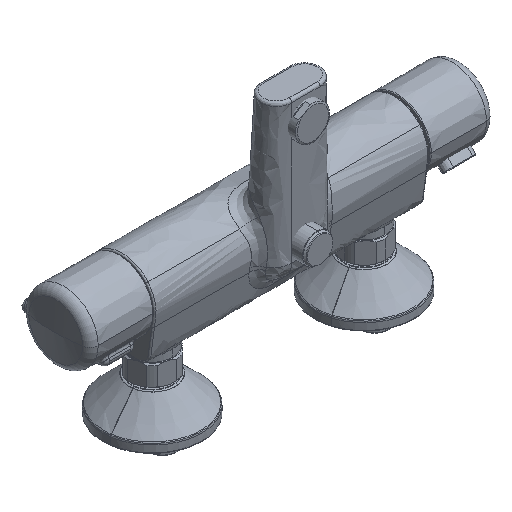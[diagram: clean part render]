
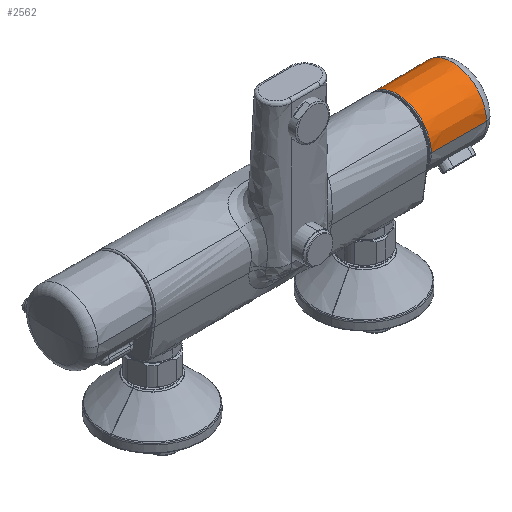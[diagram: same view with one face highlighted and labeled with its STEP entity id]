
A CAD part, isometric view. The second image highlights one B-rep face of the part: STEP entity #2562.
In plain terms, the highlighted conical face has half-angle 0.25 degrees and reference radius 24.194 mm.
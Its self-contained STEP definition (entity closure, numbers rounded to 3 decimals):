
#13 = AXIS2_PLACEMENT_3D ( 'NONE', #3992, #14343, #5480 ) ;
#299 = DIRECTION ( 'NONE',  ( 1., 0., 0. ) ) ;
#334 = VECTOR ( 'NONE', #8633, 1000. ) ;
#348 = EDGE_CURVE ( 'NONE', #4971, #7072, #8205, .T. ) ;
#360 = VECTOR ( 'NONE', #14754, 1000. ) ;
#515 = CARTESIAN_POINT ( 'NONE',  ( 117.791, 24.008, 60.46 ) ) ;
#1268 = CARTESIAN_POINT ( 'NONE',  ( 142.652, 24.194, 58.5 ) ) ;
#1325 = ORIENTED_EDGE ( 'NONE', *, *, #16921, .T. ) ;
#1921 = CARTESIAN_POINT ( 'NONE',  ( 121.759, 23.443, 64.102 ) ) ;
#1982 = CARTESIAN_POINT ( 'NONE',  ( 117.495, 24.074, 59.295 ) ) ;
#2510 = CARTESIAN_POINT ( 'NONE',  ( 132.951, 23.428, 64.369 ) ) ;
#2562 = ADVANCED_FACE ( 'NONE', ( #3222 ), #18031, .T. ) ;
#3213 = VERTEX_POINT ( 'NONE', #7837 ) ;
#3222 = FACE_OUTER_BOUND ( 'NONE', #12436, .T. ) ;
#3276 = DIRECTION ( 'NONE',  ( 0., 1., 0. ) ) ;
#3422 = CARTESIAN_POINT ( 'NONE',  ( 120.653, 23.542, 63.651 ) ) ;
#3483 = CARTESIAN_POINT ( 'NONE',  ( 117.452, 24.084, 58.5 ) ) ;
#3850 = CARTESIAN_POINT ( 'NONE',  ( 123.736, 23.383, 64.382 ) ) ;
#3992 = CARTESIAN_POINT ( 'NONE',  ( 137.558, 0., 58.5 ) ) ;
#4251 = LINE ( 'NONE', #1268, #334 ) ;
#4837 = VERTEX_POINT ( 'NONE', #15506 ) ;
#4903 = CARTESIAN_POINT ( 'NONE',  ( 119.974, 23.626, 63.23 ) ) ;
#4971 = VERTEX_POINT ( 'NONE', #16463 ) ;
#5068 = CARTESIAN_POINT ( 'NONE',  ( 137.558, 23.45, 64.362 ) ) ;
#5480 = DIRECTION ( 'NONE',  ( 0., -1., 0. ) ) ;
#5513 = VERTEX_POINT ( 'NONE', #5068 ) ;
#6177 = DIRECTION ( 'NONE',  ( 1., 0., 0. ) ) ;
#6390 = CARTESIAN_POINT ( 'NONE',  ( 119.5, 23.694, 62.866 ) ) ;
#6577 = EDGE_CURVE ( 'NONE', #4837, #8778, #4251, .T. ) ;
#6662 = EDGE_CURVE ( 'NONE', #4837, #4971, #7735, .T. ) ;
#7072 = VERTEX_POINT ( 'NONE', #9016 ) ;
#7094 = ORIENTED_EDGE ( 'NONE', *, *, #348, .T. ) ;
#7130 = ORIENTED_EDGE ( 'NONE', *, *, #9476, .T. ) ;
#7178 = CARTESIAN_POINT ( 'NONE',  ( 137.558, 23.45, 64.362 ) ) ;
#7735 = CIRCLE ( 'NONE', #18592, 24.002 ) ;
#7837 = CARTESIAN_POINT ( 'NONE',  ( 123.736, 23.383, 64.382 ) ) ;
#7886 = CARTESIAN_POINT ( 'NONE',  ( 118.793, 23.81, 62.172 ) ) ;
#8205 = LINE ( 'NONE', #14313, #360 ) ;
#8633 = DIRECTION ( 'NONE',  ( 1., 0.004, 0. ) ) ;
#8778 = VERTEX_POINT ( 'NONE', #17135 ) ;
#9016 = CARTESIAN_POINT ( 'NONE',  ( 137.558, -24.172, 58.5 ) ) ;
#9145 = CARTESIAN_POINT ( 'NONE',  ( 98.721, 0., 58.5 ) ) ;
#9349 = CARTESIAN_POINT ( 'NONE',  ( 118.119, 23.94, 61.184 ) ) ;
#9476 = EDGE_CURVE ( 'NONE', #5513, #3213, #18134, .T. ) ;
#9577 = ORIENTED_EDGE ( 'NONE', *, *, #6577, .F. ) ;
#10131 = CARTESIAN_POINT ( 'NONE',  ( 123.736, 23.383, 64.382 ) ) ;
#10434 = ORIENTED_EDGE ( 'NONE', *, *, #6662, .T. ) ;
#10640 = DIRECTION ( 'NONE',  ( 0., -1., 0. ) ) ;
#10844 = CARTESIAN_POINT ( 'NONE',  ( 117.663, 24.036, 60.075 ) ) ;
#10997 = B_SPLINE_CURVE_WITH_KNOTS ( 'NONE', 3,
 ( #3850, #12705, #18143, #13669, #1921, #12273, #3422, #13748, #4903, #15242, #6390, #16718, #7886, #18239, #9349, #515, #10844, #1982, #12333, #3483 ),
 .UNSPECIFIED., .F., .F.,
 ( 4, 2, 2, 2, 2, 2, 2, 2, 2, 4 ),
 ( 0., 0.001, 0.002, 0.004, 0.004, 0.005, 0.006, 0.007, 0.008, 0.01 ),
 .UNSPECIFIED. ) ;
#12124 = CARTESIAN_POINT ( 'NONE',  ( 142.652, 0., 58.5 ) ) ;
#12273 = CARTESIAN_POINT ( 'NONE',  ( 121.011, 23.505, 63.823 ) ) ;
#12333 = CARTESIAN_POINT ( 'NONE',  ( 117.452, 24.084, 58.9 ) ) ;
#12436 = EDGE_LOOP ( 'NONE', ( #10434, #7094, #1325, #7130, #16158, #9577 ) ) ;
#12705 = CARTESIAN_POINT ( 'NONE',  ( 123.333, 23.381, 64.383 ) ) ;
#13669 = CARTESIAN_POINT ( 'NONE',  ( 122.15, 23.419, 64.208 ) ) ;
#13748 = CARTESIAN_POINT ( 'NONE',  ( 120.141, 23.604, 63.342 ) ) ;
#14313 = CARTESIAN_POINT ( 'NONE',  ( 142.652, -24.194, 58.5 ) ) ;
#14343 = DIRECTION ( 'NONE',  ( -1., 0., 0. ) ) ;
#14754 = DIRECTION ( 'NONE',  ( 1., -0.004, 0. ) ) ;
#15242 = CARTESIAN_POINT ( 'NONE',  ( 119.654, 23.671, 62.992 ) ) ;
#15506 = CARTESIAN_POINT ( 'NONE',  ( 98.721, 24.002, 58.5 ) ) ;
#16158 = ORIENTED_EDGE ( 'NONE', *, *, #18819, .T. ) ;
#16463 = CARTESIAN_POINT ( 'NONE',  ( 98.721, -24.002, 58.5 ) ) ;
#16718 = CARTESIAN_POINT ( 'NONE',  ( 119.06, 23.764, 62.467 ) ) ;
#16921 = EDGE_CURVE ( 'NONE', #7072, #5513, #18218, .T. ) ;
#16988 = AXIS2_PLACEMENT_3D ( 'NONE', #12124, #6177, #3276 ) ;
#17135 = CARTESIAN_POINT ( 'NONE',  ( 117.452, 24.084, 58.5 ) ) ;
#18031 = CONICAL_SURFACE ( 'NONE', #16988, 24.194, 0.004 ) ;
#18134 = B_SPLINE_CURVE_WITH_KNOTS ( 'NONE', 3,
 ( #7178, #2510, #19015, #10131 ),
 .UNSPECIFIED., .F., .F.,
 ( 4, 4 ),
 ( 0., 0.014 ),
 .UNSPECIFIED. ) ;
#18143 = CARTESIAN_POINT ( 'NONE',  ( 122.935, 23.388, 64.348 ) ) ;
#18218 = CIRCLE ( 'NONE', #13, 24.172 ) ;
#18239 = CARTESIAN_POINT ( 'NONE',  ( 118.319, 23.899, 61.526 ) ) ;
#18592 = AXIS2_PLACEMENT_3D ( 'NONE', #9145, #299, #10640 ) ;
#18819 = EDGE_CURVE ( 'NONE', #3213, #8778, #10997, .T. ) ;
#19015 = CARTESIAN_POINT ( 'NONE',  ( 128.344, 23.405, 64.376 ) ) ;
